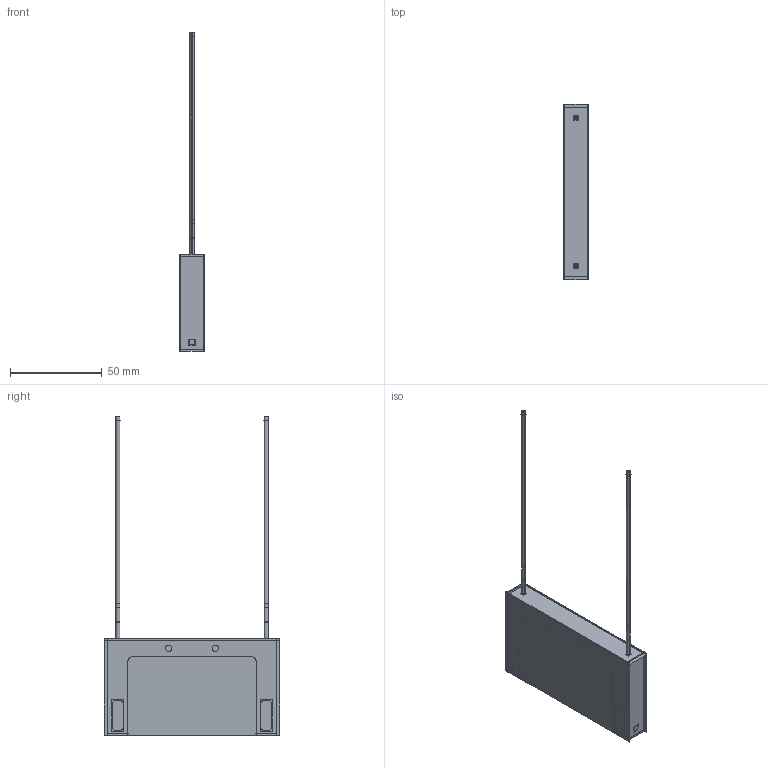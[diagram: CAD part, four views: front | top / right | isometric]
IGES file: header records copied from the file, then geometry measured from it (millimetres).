
Start section:  PTC IGES file: 193953.igs
Global section: file name: 193953.igs; native system: Creo Parametric by Parametric Technology Corporation; preprocessor: 2013230; author: pdmadmin; organization: Unknown; date: 20160309.105124; units: millimetre
Bounding box: 13.21 x 95.63 x 173.82 mm (x, y, z)
Volume: 22341.2 mm3; surface area: 67446.3 mm2
Topology: 5 solids, 7 shells, 204 faces, 1096 edges, 1416 vertices
Faces by surface type: revolution 108, bspline 96
